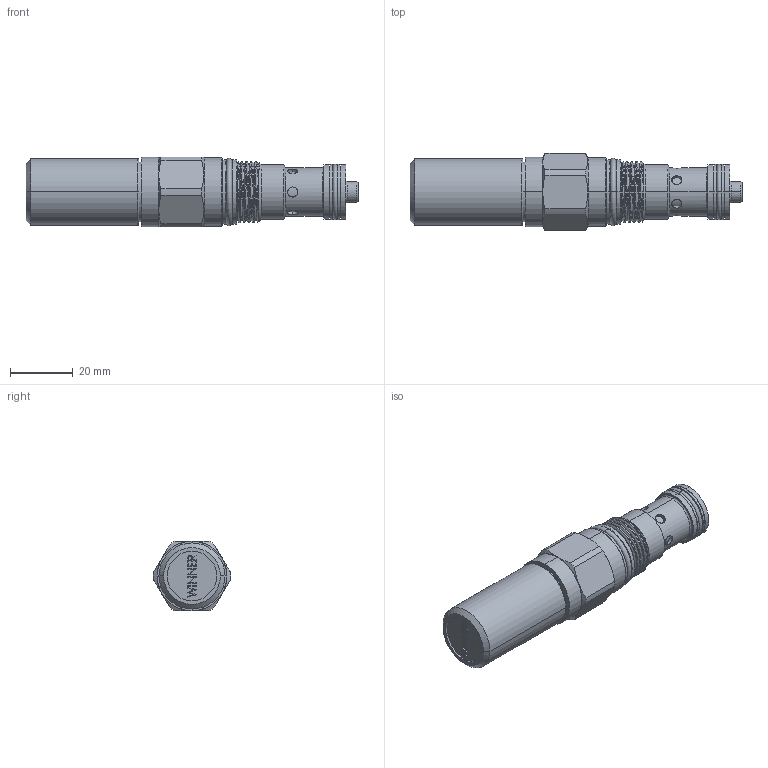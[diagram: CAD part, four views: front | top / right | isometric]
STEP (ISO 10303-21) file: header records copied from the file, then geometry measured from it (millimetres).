
FILE_DESCRIPTION (( 'STEP AP203' ), '1' );
FILE_NAME ('RD10A22-CB.STEP', '2024-06-14T01:48:01', ( '' ), ( '' ), 'SwSTEP 2.0', 'SolidWorks 2018', '' );
FILE_SCHEMA (( 'CONFIG_CONTROL_DESIGN' ));
Length unit declared in the file: millimetre
Products named in the file (1): RD10A22-CB
Bounding box: 105.4 x 24.59 x 22.22 mm (x, y, z)
Volume: 32224.1 mm3; surface area: 8245.1 mm2
Topology: 1 solids, 1 shells, 244 faces, 582 edges, 378 vertices
Faces by surface type: cylinder 100, plane 100, cone 25, torus 12, bspline 7
Entity records: 8971 total; most frequent: CARTESIAN_POINT 3420, ORIENTED_EDGE 1164, DIRECTION 1083, EDGE_CURVE 582, AXIS2_PLACEMENT_3D 391, VERTEX_POINT 378, LINE 301, VECTOR 301
